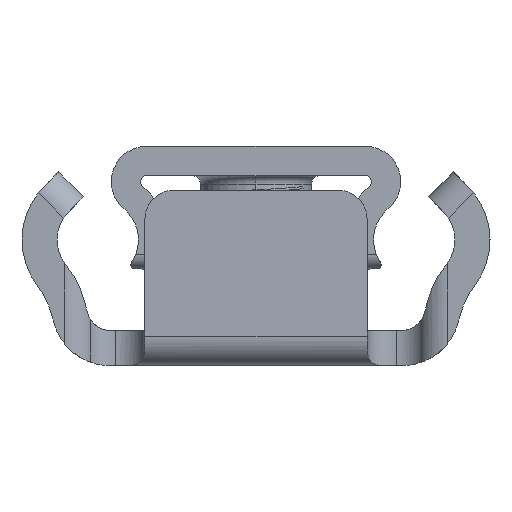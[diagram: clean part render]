
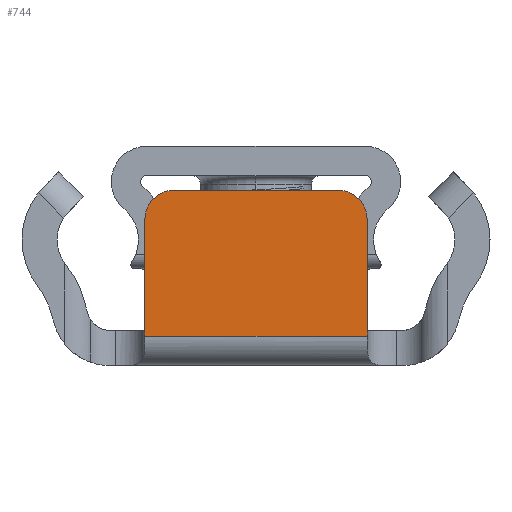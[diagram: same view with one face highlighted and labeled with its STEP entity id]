
A CAD part, left-side view. The second image highlights one B-rep face of the part: STEP entity #744.
In plain terms, the highlighted planar face has unit normal (-1, 0, 0).
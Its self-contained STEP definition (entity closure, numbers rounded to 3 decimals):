
#67 = EDGE_CURVE ( 'NONE', #604, #6085, #3373, .T. ) ;
#81 = ORIENTED_EDGE ( 'NONE', *, *, #1494, .T. ) ;
#303 = CARTESIAN_POINT ( 'NONE',  ( 0., 3.8, -1.3 ) ) ;
#334 = VECTOR ( 'NONE', #4702, 1000. ) ;
#420 = CARTESIAN_POINT ( 'NONE',  ( 0., 3.8, 5. ) ) ;
#485 = EDGE_CURVE ( 'NONE', #976, #2804, #4561, .T. ) ;
#501 = ORIENTED_EDGE ( 'NONE', *, *, #1214, .T. ) ;
#604 = VERTEX_POINT ( 'NONE', #3755 ) ;
#689 = CARTESIAN_POINT ( 'NONE',  ( 0., 3.8, 1.2 ) ) ;
#744 = ADVANCED_FACE ( 'NONE', ( #6057 ), #2407, .F. ) ;
#774 = LINE ( 'NONE', #5017, #3335 ) ;
#786 = LINE ( 'NONE', #4354, #3540 ) ;
#811 = ORIENTED_EDGE ( 'NONE', *, *, #1876, .T. ) ;
#857 = DIRECTION ( 'NONE',  ( 0., 0., -1. ) ) ;
#976 = VERTEX_POINT ( 'NONE', #1557 ) ;
#990 = CARTESIAN_POINT ( 'NONE',  ( 0., -3.8, 1.2 ) ) ;
#1214 = EDGE_CURVE ( 'NONE', #4891, #5025, #1928, .T. ) ;
#1494 = EDGE_CURVE ( 'NONE', #6713, #604, #774, .T. ) ;
#1557 = CARTESIAN_POINT ( 'NONE',  ( 0., 2.8, 6. ) ) ;
#1622 = AXIS2_PLACEMENT_3D ( 'NONE', #5336, #2194, #1690 ) ;
#1690 = DIRECTION ( 'NONE',  ( 0., 0., 1. ) ) ;
#1859 = DIRECTION ( 'NONE',  ( 0., 0., -1. ) ) ;
#1876 = EDGE_CURVE ( 'NONE', #3301, #6713, #5352, .T. ) ;
#1896 = ORIENTED_EDGE ( 'NONE', *, *, #67, .T. ) ;
#1902 = DIRECTION ( 'NONE',  ( 1., 0., 0. ) ) ;
#1904 = LINE ( 'NONE', #3989, #6673 ) ;
#1928 = LINE ( 'NONE', #303, #2556 ) ;
#1987 = VECTOR ( 'NONE', #4840, 1000. ) ;
#2194 = DIRECTION ( 'NONE',  ( -1., 0., 0. ) ) ;
#2343 = EDGE_LOOP ( 'NONE', ( #501, #6441, #811, #81, #1896, #4154, #6646, #3984 ) ) ;
#2407 = PLANE ( 'NONE',  #6083 ) ;
#2556 = VECTOR ( 'NONE', #1859, 1000. ) ;
#2804 = VERTEX_POINT ( 'NONE', #420 ) ;
#3181 = CARTESIAN_POINT ( 'NONE',  ( 0., 3.8, 1. ) ) ;
#3301 = VERTEX_POINT ( 'NONE', #5082 ) ;
#3335 = VECTOR ( 'NONE', #5974, 1000. ) ;
#3373 = CIRCLE ( 'NONE', #1622, 1. ) ;
#3540 = VECTOR ( 'NONE', #4866, 1000. ) ;
#3662 = CARTESIAN_POINT ( 'NONE',  ( 0., -3.8, -1.3 ) ) ;
#3755 = CARTESIAN_POINT ( 'NONE',  ( 0., -3.8, 5. ) ) ;
#3854 = DIRECTION ( 'NONE',  ( 0., -1., 0. ) ) ;
#3984 = ORIENTED_EDGE ( 'NONE', *, *, #5454, .T. ) ;
#3989 = CARTESIAN_POINT ( 'NONE',  ( 0., -4.983, 1. ) ) ;
#4037 = DIRECTION ( 'NONE',  ( 0., 0., 1. ) ) ;
#4050 = EDGE_CURVE ( 'NONE', #6085, #976, #786, .T. ) ;
#4154 = ORIENTED_EDGE ( 'NONE', *, *, #4050, .T. ) ;
#4354 = CARTESIAN_POINT ( 'NONE',  ( 0., -2.8, 6. ) ) ;
#4548 = DIRECTION ( 'NONE',  ( -1., 0., 0. ) ) ;
#4561 = CIRCLE ( 'NONE', #5977, 1. ) ;
#4702 = DIRECTION ( 'NONE',  ( 0., 0., -1. ) ) ;
#4840 = DIRECTION ( 'NONE',  ( 0., 0., 1. ) ) ;
#4866 = DIRECTION ( 'NONE',  ( 0., 1., 0. ) ) ;
#4891 = VERTEX_POINT ( 'NONE', #5252 ) ;
#5014 = CARTESIAN_POINT ( 'NONE',  ( 0., -2.8, 6. ) ) ;
#5017 = CARTESIAN_POINT ( 'NONE',  ( 0., -3.8, 1.2 ) ) ;
#5025 = VERTEX_POINT ( 'NONE', #3181 ) ;
#5073 = CARTESIAN_POINT ( 'NONE',  ( 0., -4.983, 2. ) ) ;
#5082 = CARTESIAN_POINT ( 'NONE',  ( 0., -3.8, 1. ) ) ;
#5252 = CARTESIAN_POINT ( 'NONE',  ( 0., 3.8, 1.2 ) ) ;
#5336 = CARTESIAN_POINT ( 'NONE',  ( 0., -2.8, 5. ) ) ;
#5352 = LINE ( 'NONE', #3662, #1987 ) ;
#5454 = EDGE_CURVE ( 'NONE', #2804, #4891, #5726, .T. ) ;
#5726 = LINE ( 'NONE', #689, #334 ) ;
#5758 = CARTESIAN_POINT ( 'NONE',  ( 0., 2.8, 5. ) ) ;
#5974 = DIRECTION ( 'NONE',  ( 0., 0., 1. ) ) ;
#5977 = AXIS2_PLACEMENT_3D ( 'NONE', #5758, #4548, #4037 ) ;
#6057 = FACE_OUTER_BOUND ( 'NONE', #2343, .T. ) ;
#6083 = AXIS2_PLACEMENT_3D ( 'NONE', #5073, #1902, #857 ) ;
#6085 = VERTEX_POINT ( 'NONE', #5014 ) ;
#6441 = ORIENTED_EDGE ( 'NONE', *, *, #6643, .T. ) ;
#6643 = EDGE_CURVE ( 'NONE', #5025, #3301, #1904, .T. ) ;
#6646 = ORIENTED_EDGE ( 'NONE', *, *, #485, .T. ) ;
#6673 = VECTOR ( 'NONE', #3854, 1000. ) ;
#6713 = VERTEX_POINT ( 'NONE', #990 ) ;
